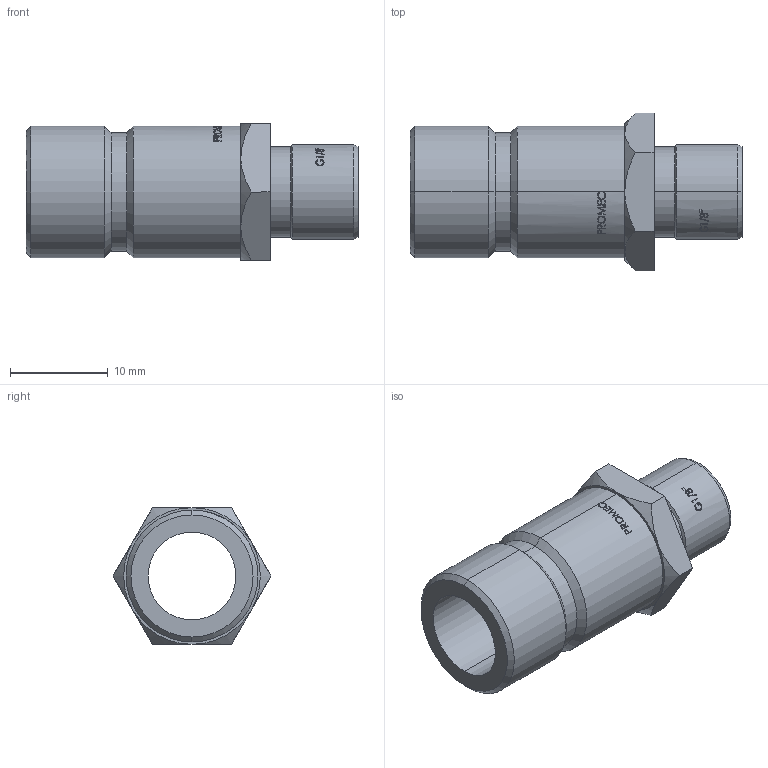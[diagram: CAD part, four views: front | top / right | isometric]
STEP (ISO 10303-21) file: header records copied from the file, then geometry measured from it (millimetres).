
FILE_DESCRIPTION (( 'STEP AP203' ), '1' );
FILE_NAME ('72fe.STEP', '2023-01-25T12:16:38', ( '' ), ( '' ), 'SwSTEP 2.0', 'SolidWorks 2019', '' );
FILE_SCHEMA (( 'CONFIG_CONTROL_DESIGN' ));
Length unit declared in the file: millimetre
Products named in the file (1): 72fe
Bounding box: 34 x 16.17 x 14 mm (x, y, z)
Volume: 2070.2 mm3; surface area: 2529 mm2
Topology: 1 solids, 1 shells, 177 faces, 446 edges, 290 vertices
Faces by surface type: bspline 108, cylinder 29, plane 24, cone 16
Entity records: 9538 total; most frequent: CARTESIAN_POINT 6163, ORIENTED_EDGE 892, EDGE_CURVE 446, B_SPLINE_CURVE_WITH_KNOTS 344, DIRECTION 298, VERTEX_POINT 290, EDGE_LOOP 198, ADVANCED_FACE 177
